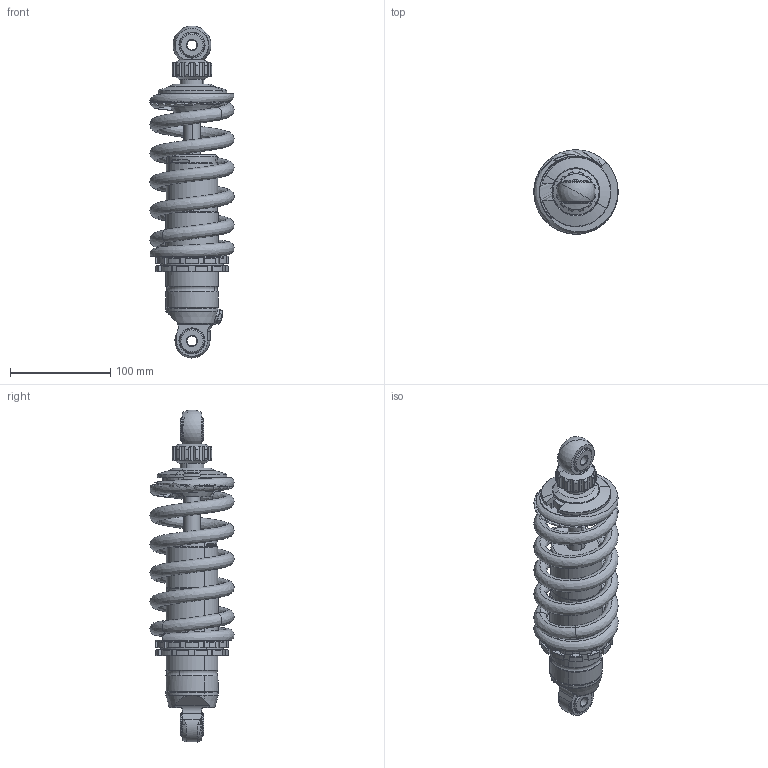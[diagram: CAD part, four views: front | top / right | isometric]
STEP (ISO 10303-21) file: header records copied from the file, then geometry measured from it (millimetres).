
FILE_DESCRIPTION(('CATIA V5 STEP Exchange'),'2;1');
FILE_NAME('M1100_RearShock_Assy_OEM.stp','2013-02-08T20:53:45+00:00',('none'),('none'),'CATIA Version 5 Release 21 SP 4 (IN-10)','CATIA V5 STEP AP203','none');
FILE_SCHEMA(('CONFIG_CONTROL_DESIGN'));
Length unit declared in the file: millimetre
Products named in the file (1): M1100_RearShock_Assy_OEM
Assembly tree (3 placements, depth 2):
  M1100_RearShock_Assy_OEM
    #58
    #9286
    #16428
Bounding box: 83.98 x 83.97 x 331 mm (x, y, z)
Volume: 604358.8 mm3; surface area: 156606.8 mm2
Topology: 10 solids, 10 shells, 550 faces, 1461 edges, 945 vertices
Faces by surface type: cylinder 185, plane 173, cone 121, torus 53, bspline 11, sphere 5, revolution 2
Entity records: 19155 total; most frequent: CARTESIAN_POINT 7154, ORIENTED_EDGE 2918, DIRECTION 1711, EDGE_CURVE 1459, VERTEX_POINT 946, AXIS2_PLACEMENT_3D 826, EDGE_LOOP 579, VECTOR 559
